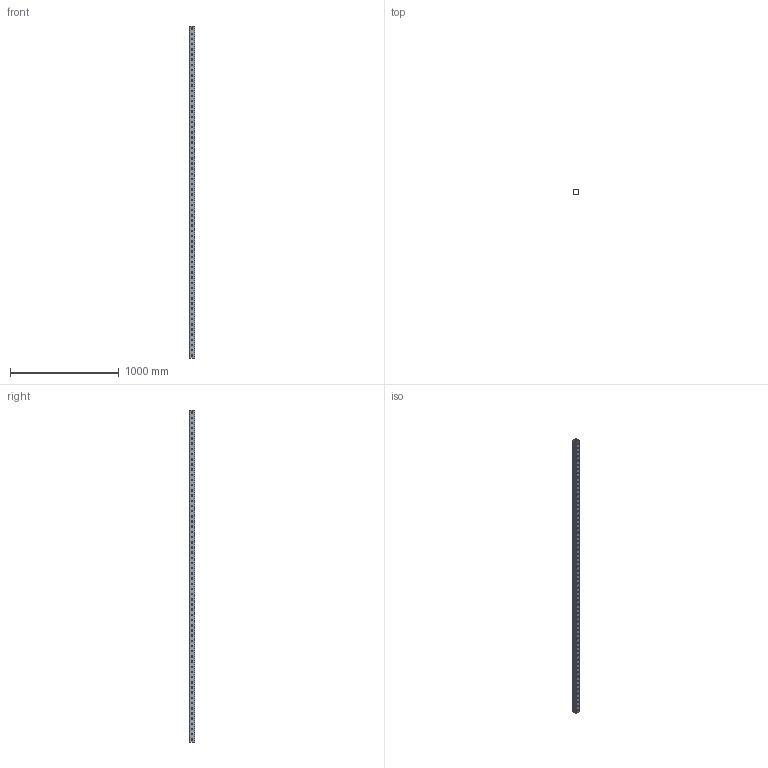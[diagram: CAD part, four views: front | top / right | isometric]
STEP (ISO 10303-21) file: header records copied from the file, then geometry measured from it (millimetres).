
FILE_DESCRIPTION(('TurboCAD Mac Pro'),'Build 980');
FILE_NAME('P9200.stp',' ',(''),(''),'ACIS Interop','IMSI','TurboCAD Mac Pro BY IMSI, INCORPORATED');
FILE_SCHEMA(('automotive_design'));
Length unit declared in the file: inch
Products named in the file (1): 1
Bounding box: 47.62 x 47.62 x 3048 mm (x, y, z)
Surface area: 1019299.8 mm2 (no closed solid volume)
Topology: 0 solids, 1 shells, 1041 faces, 3120 edges, 2080 vertices
Faces by surface type: bspline 1031, plane 10
Entity records: 49924 total; most frequent: CARTESIAN_POINT 19659, ORIENTED_EDGE 6240, EDGE_CURVE 3120, VERTEX_POINT 2080, B_SPLINE_CURVE_WITH_KNOTS 2064, EDGE_LOOP 1556, DIRECTION 1078, LINE 1056
